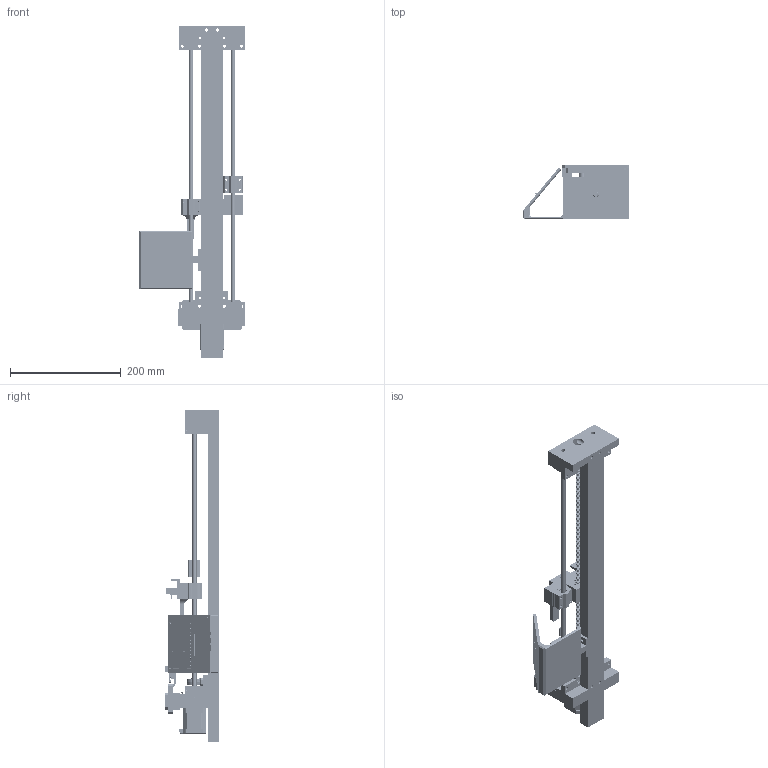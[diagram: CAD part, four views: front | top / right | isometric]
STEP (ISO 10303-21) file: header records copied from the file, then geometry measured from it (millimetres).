
FILE_DESCRIPTION(/* description */ (''),/* implementation_level */ '2;1');
FILE_NAME(/* name */ 'Assembly v58.step',/* time_stamp */ '2021-08-03T15:23:56-04:00',/* author */ (''),/* organization */ (''),/* preprocessor_version */ 'ST-DEVELOPER v18.1',/* originating_system */ 'Autodesk Translation Framework v10.9.0.1377',/* authorisation */ '');
FILE_SCHEMA (('AUTOMOTIVE_DESIGN { 1 0 10303 214 3 1 1 }'));
Products named in the file (39): Assembly; Nema 17 Stepper Motor; Flexible coupling; KP08; Component1; KP08_1; KP08_2; 608RS; SK8 Linear Shaft Support, 8mm v4; Component2; Component3; Component4; SK8 Linear Shaft Support, 8mm v4_1; SK8 Linear Shaft Support, 8mm v4_2; SK8 Linear Shaft Support, 8mm v4_3; 91290A144; SCS8UU; LeadScrew Nut 8mm x 2mmPitch; Microsassem; Micro Switch; Lever; Component5; SensorInterface; Board; SensorInterface_1; Board_1; Open CASCADE STEP translator 6.8 1.1.1; Component9; testermainboard; PCB Component; Board_2; TUXGR_16X2_R2; 1X02_LOCK; 1X03; MOLEX-1X3; MOLEX-1X2; MOLEX-1X4; 1X05; 1X08
Assembly tree (48 placements, depth 4):
  Assembly
    Nema 17 Stepper Motor
    Flexible coupling
    KP08
      KP08_2
      608RS
    Component1
    KP08_1
      KP08_2
      608RS
    SK8 Linear Shaft Support, 8mm v4
      91290A144
    Component2
    Component3
    Component4
    SK8 Linear Shaft Support, 8mm v4_1
      91290A144
    SK8 Linear Shaft Support, 8mm v4_2
      91290A144
    SK8 Linear Shaft Support, 8mm v4_3
      91290A144
    SCS8UU  x2
    LeadScrew Nut 8mm x 2mmPitch
    Microsassem
      Micro Switch
      Lever
    Component5
    SensorInterface
      Board
        Open CASCADE STEP translator 6.8 1.1.1
      Component9
    SensorInterface_1
      Board_1
        Open CASCADE STEP translator 6.8 1.1.1
      Component9
    testermainboard
      PCB Component
        Board_2
        TUXGR_16X2_R2
        1X02_LOCK
        1X03
        MOLEX-1X3
        MOLEX-1X2
        MOLEX-1X4
        1X05
        1X08  x3
Bounding box: 192.15 x 98.65 x 600 mm (x, y, z)
Volume: 1311408.6 mm3; surface area: 399955 mm2
Topology: 50 solids, 50 shells, 3384 faces, 8975 edges, 5743 vertices
Faces by surface type: cylinder 1725, plane 1023, bspline 368, cone 102, sphere 92, torus 74
Full cylindrical faces by diameter (mm): 0.3 x4, 0.35 x18, 0.8 x6, 1 x18, 1.016 x125, 1.02 x4, 2 x4, 2.1 x4, 2.192 x1, 2.2 x9, 2.3 x2, 2.5 x8, 2.529 x19, 2.6 x4, 2.656 x30, 2.729 x38, 3 x80, 3.086 x11, 3.091 x52, 3.1 x4, 3.2 x12, 3.25 x8, 3.3 x14, 3.332 x20, 3.5 x8, 4 x63, 4.109 x16, 4.4 x8, 4.5 x11, 4.9 x1
Entity records: 145642 total; most frequent: CARTESIAN_POINT 80407, ORIENTED_EDGE 14204, DIRECTION 11351, EDGE_CURVE 7102, VERTEX_POINT 4626, AXIS2_PLACEMENT_3D 3964, LINE 3423, VECTOR 3423
